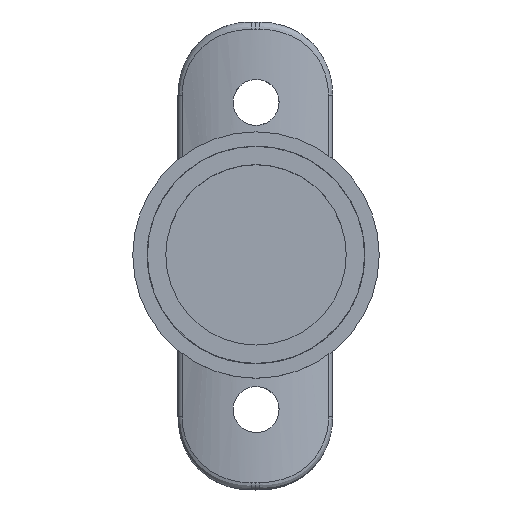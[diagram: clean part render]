
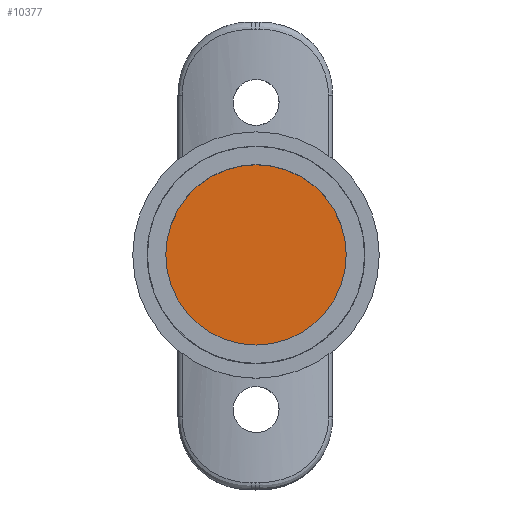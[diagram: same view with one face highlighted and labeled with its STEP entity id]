
A CAD part, top view. The second image highlights one B-rep face of the part: STEP entity #10377.
In plain terms, the highlighted planar face has unit normal (0, 0, 1).
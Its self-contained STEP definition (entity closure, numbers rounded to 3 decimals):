
#581 = CARTESIAN_POINT ( 'NONE',  ( 12.339, 0., 13.922 ) ) ;
#1358 = EDGE_LOOP ( 'NONE', ( #7532, #17685 ) ) ;
#3208 = VERTEX_POINT ( 'NONE', #581 ) ;
#3571 = CARTESIAN_POINT ( 'NONE',  ( -1.65, 0., 13.922 ) ) ;
#3654 = DIRECTION ( 'NONE',  ( 1., 0., 0. ) ) ;
#4448 = DIRECTION ( 'NONE',  ( -1., 0., 0. ) ) ;
#5236 = DIRECTION ( 'NONE',  ( -1., 0., 0. ) ) ;
#6385 = CIRCLE ( 'NONE', #16800, 12.339 ) ;
#6394 = PLANE ( 'NONE',  #13313 ) ;
#7233 = VERTEX_POINT ( 'NONE', #9620 ) ;
#7532 = ORIENTED_EDGE ( 'NONE', *, *, #12276, .F. ) ;
#9516 = CIRCLE ( 'NONE', #16482, 12.339 ) ;
#9620 = CARTESIAN_POINT ( 'NONE',  ( -12.339, 0., 13.922 ) ) ;
#10377 = ADVANCED_FACE ( 'NONE', ( #13454 ), #6394, .T. ) ;
#10551 = DIRECTION ( 'NONE',  ( 0., 0., 1. ) ) ;
#11269 = EDGE_CURVE ( 'NONE', #3208, #7233, #9516, .T. ) ;
#12276 = EDGE_CURVE ( 'NONE', #7233, #3208, #6385, .T. ) ;
#12499 = CARTESIAN_POINT ( 'NONE',  ( 0., 0., 13.922 ) ) ;
#13313 = AXIS2_PLACEMENT_3D ( 'NONE', #3571, #10551, #3654 ) ;
#13454 = FACE_OUTER_BOUND ( 'NONE', #1358, .T. ) ;
#15610 = CARTESIAN_POINT ( 'NONE',  ( 0., 0., 13.922 ) ) ;
#16482 = AXIS2_PLACEMENT_3D ( 'NONE', #12499, #17840, #5236 ) ;
#16800 = AXIS2_PLACEMENT_3D ( 'NONE', #15610, #17061, #4448 ) ;
#17061 = DIRECTION ( 'NONE',  ( 0., 0., -1. ) ) ;
#17685 = ORIENTED_EDGE ( 'NONE', *, *, #11269, .F. ) ;
#17840 = DIRECTION ( 'NONE',  ( 0., 0., -1. ) ) ;
